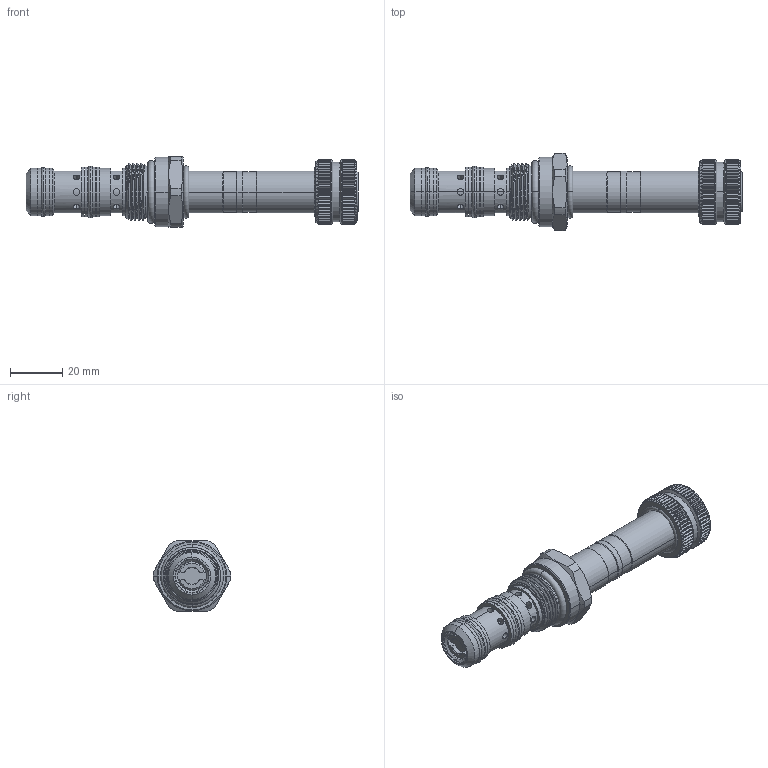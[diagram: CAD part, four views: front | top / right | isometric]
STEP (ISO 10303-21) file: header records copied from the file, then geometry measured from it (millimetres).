
FILE_DESCRIPTION (( 'STEP AP203' ), '1' );
FILE_NAME ('EP22M3C53N04.STEP', '2020-04-08T03:12:13', ( '' ), ( '' ), 'SwSTEP 2.0', 'SolidWorks 2018', '' );
FILE_SCHEMA (( 'CONFIG_CONTROL_DESIGN' ));
Length unit declared in the file: millimetre
Products named in the file (1): EP22M3C53N04
Bounding box: 126.69 x 29.6 x 27 mm (x, y, z)
Volume: 36142.2 mm3; surface area: 13001.2 mm2
Topology: 3 solids, 3 shells, 1087 faces, 2827 edges, 1786 vertices
Faces by surface type: cylinder 461, plane 447, cone 155, torus 16, bspline 8
Entity records: 37845 total; most frequent: CARTESIAN_POINT 12056, ORIENTED_EDGE 5650, DIRECTION 5080, EDGE_CURVE 2825, AXIS2_PLACEMENT_3D 1961, VERTEX_POINT 1786, LINE 1158, VECTOR 1158
